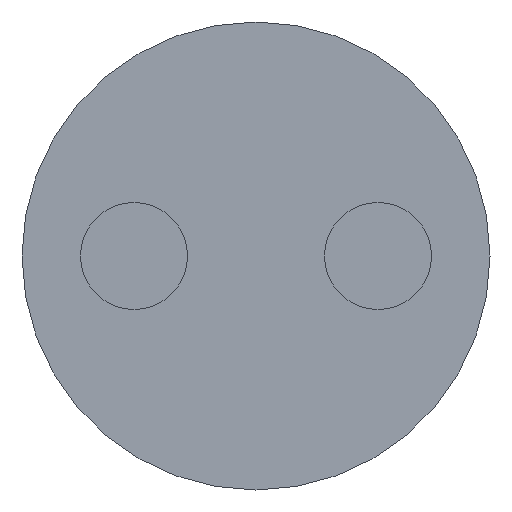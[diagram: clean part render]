
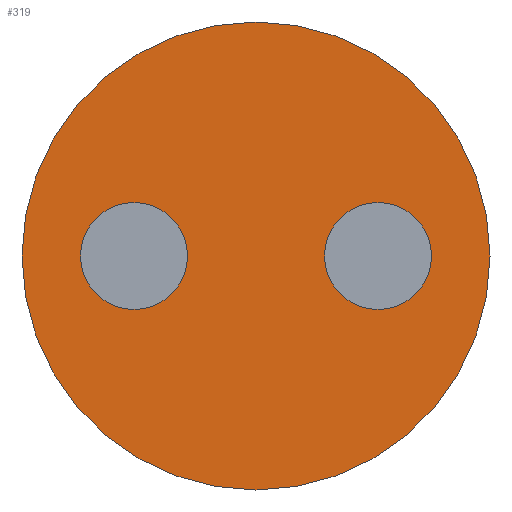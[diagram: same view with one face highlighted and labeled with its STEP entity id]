
A CAD part, front view. The second image highlights one B-rep face of the part: STEP entity #319.
In plain terms, the highlighted planar face has unit normal (0, -1, 0).
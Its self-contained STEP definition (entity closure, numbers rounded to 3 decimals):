
#20=FACE_BOUND('',#74,.T.);
#21=FACE_BOUND('',#75,.T.);
#28=PLANE('',#374);
#49=FACE_OUTER_BOUND('',#73,.T.);
#73=EDGE_LOOP('',(#276));
#74=EDGE_LOOP('',(#277));
#75=EDGE_LOOP('',(#278));
#86=CIRCLE('',#366,0.4);
#88=CIRCLE('',#370,0.4);
#89=CIRCLE('',#373,1.75);
#151=VERTEX_POINT('',#1394);
#153=VERTEX_POINT('',#1401);
#154=VERTEX_POINT('',#1406);
#192=EDGE_CURVE('',#151,#151,#86,.T.);
#195=EDGE_CURVE('',#153,#153,#88,.T.);
#196=EDGE_CURVE('',#154,#154,#89,.T.);
#276=ORIENTED_EDGE('',*,*,#196,.T.);
#277=ORIENTED_EDGE('',*,*,#192,.T.);
#278=ORIENTED_EDGE('',*,*,#195,.T.);
#319=ADVANCED_FACE('',(#49,#20,#21),#28,.T.);
#366=AXIS2_PLACEMENT_3D('',#1396,#432,#433);
#370=AXIS2_PLACEMENT_3D('',#1403,#441,#442);
#373=AXIS2_PLACEMENT_3D('',#1407,#447,#448);
#374=AXIS2_PLACEMENT_3D('',#1409,#450,#451);
#432=DIRECTION('center_axis',(0.,1.,0.));
#433=DIRECTION('ref_axis',(1.,0.,0.));
#441=DIRECTION('center_axis',(0.,1.,0.));
#442=DIRECTION('ref_axis',(1.,0.,0.));
#447=DIRECTION('center_axis',(0.,-1.,0.));
#448=DIRECTION('ref_axis',(1.,0.,0.));
#450=DIRECTION('center_axis',(0.,-1.,0.));
#451=DIRECTION('ref_axis',(0.,0.,-1.));
#1394=CARTESIAN_POINT('',(0.513,0.,0.));
#1396=CARTESIAN_POINT('Origin',(0.913,0.,0.));
#1401=CARTESIAN_POINT('',(-1.313,0.,0.));
#1403=CARTESIAN_POINT('Origin',(-0.913,0.,0.));
#1406=CARTESIAN_POINT('',(-1.75,0.,0.));
#1407=CARTESIAN_POINT('Origin',(0.,0.,0.));
#1409=CARTESIAN_POINT('Origin',(0.,0.,0.));
